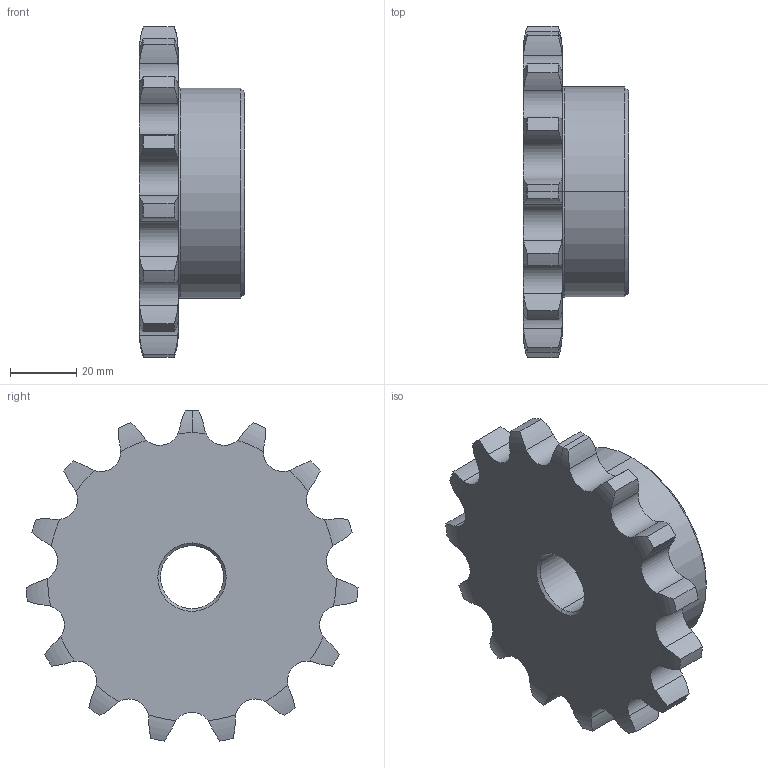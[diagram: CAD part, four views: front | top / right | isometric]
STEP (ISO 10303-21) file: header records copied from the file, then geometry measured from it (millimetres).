
FILE_DESCRIPTION(('starvars output'),'2;1');
FILE_NAME('cv20171203202759000034562.stp','20:27:59 2017/12/03',( 'Thomas Industrial Network Germany GmbH'),( 'Thomas Industrial Network Germany GmbH'),'unknown preprocess','ACIS' ,'unknown authorization');
FILE_SCHEMA(('AUTOMOTIVE_DESIGN_CC2 {UNKNOWN IMPLEMENTATION LEVEL}'));
Length unit declared in the file: millimetre
Products named in the file (1): PRODUCT_ID_2
Bounding box: 31.75 x 100.38 x 99.87 mm (x, y, z)
Volume: 128067.3 mm3; surface area: 22710 mm2
Topology: 1 solids, 1 shells, 108 faces, 305 edges, 200 vertices
Faces by surface type: cylinder 65, torus 34, cone 6, plane 3
Entity records: 4152 total; most frequent: CARTESIAN_POINT 1003, ORIENTED_EDGE 610, EDGE_CURVE 305, DIRECTION 279, VERTEX_POINT 200, B_SPLINE_CURVE_WITH_KNOTS 120, EDGE_LOOP 111, FACE_BOUND 111
